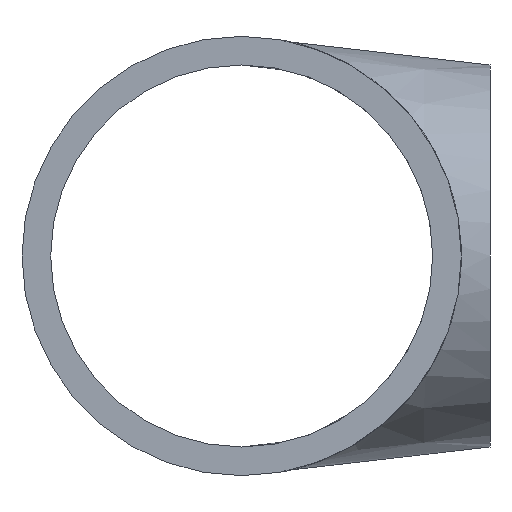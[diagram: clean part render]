
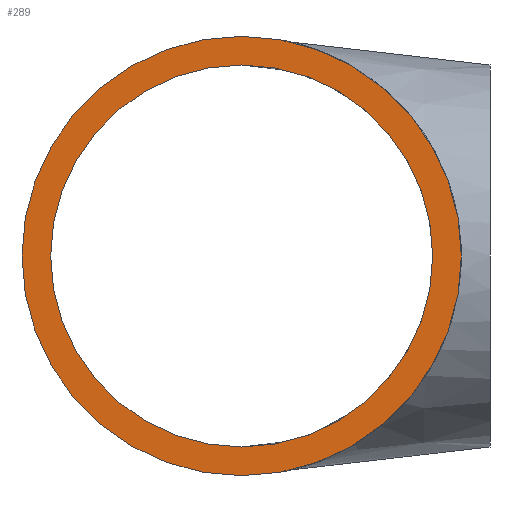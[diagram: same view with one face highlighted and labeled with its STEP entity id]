
A CAD part, left-side view. The second image highlights one B-rep face of the part: STEP entity #289.
In plain terms, the highlighted planar face has unit normal (-1, 0, 0).
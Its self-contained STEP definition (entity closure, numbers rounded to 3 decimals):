
#21 = EDGE_CURVE ( 'NONE', #500, #290, #63, .T. ) ;
#47 = CARTESIAN_POINT ( 'NONE',  ( -40., 13., 10. ) ) ;
#49 = AXIS2_PLACEMENT_3D ( 'NONE', #536, #346, #300 ) ;
#52 = PLANE ( 'NONE',  #540 ) ;
#61 = DIRECTION ( 'NONE',  ( 0., 0., -1. ) ) ;
#63 = CIRCLE ( 'NONE', #141, 11.5 ) ;
#65 = ORIENTED_EDGE ( 'NONE', *, *, #146, .F. ) ;
#110 = CARTESIAN_POINT ( 'NONE',  ( -40., 13., 0. ) ) ;
#141 = AXIS2_PLACEMENT_3D ( 'NONE', #620, #273, #466 ) ;
#145 = FACE_BOUND ( 'NONE', #229, .T. ) ;
#146 = EDGE_CURVE ( 'NONE', #290, #500, #397, .T. ) ;
#156 = DIRECTION ( 'NONE',  ( 0., 0., -1. ) ) ;
#211 = DIRECTION ( 'NONE',  ( 1., 0., 0. ) ) ;
#215 = CARTESIAN_POINT ( 'NONE',  ( -40., 13., -10. ) ) ;
#229 = EDGE_LOOP ( 'NONE', ( #544, #598 ) ) ;
#248 = FACE_OUTER_BOUND ( 'NONE', #604, .T. ) ;
#253 = CIRCLE ( 'NONE', #49, 10. ) ;
#259 = CARTESIAN_POINT ( 'NONE',  ( -40., 13., 0. ) ) ;
#262 = DIRECTION ( 'NONE',  ( 1., 0., 0. ) ) ;
#273 = DIRECTION ( 'NONE',  ( 1., 0., 0. ) ) ;
#289 = ADVANCED_FACE ( 'NONE', ( #145, #248 ), #52, .F. ) ;
#290 = VERTEX_POINT ( 'NONE', #493 ) ;
#299 = CARTESIAN_POINT ( 'NONE',  ( -40., 13., 0. ) ) ;
#300 = DIRECTION ( 'NONE',  ( 0., 0., -1. ) ) ;
#311 = VERTEX_POINT ( 'NONE', #215 ) ;
#328 = CARTESIAN_POINT ( 'NONE',  ( -40., 13., 11.5 ) ) ;
#346 = DIRECTION ( 'NONE',  ( 1., 0., 0. ) ) ;
#395 = DIRECTION ( 'NONE',  ( 0., 0., -1. ) ) ;
#397 = CIRCLE ( 'NONE', #504, 11.5 ) ;
#409 = EDGE_CURVE ( 'NONE', #454, #311, #253, .T. ) ;
#425 = EDGE_CURVE ( 'NONE', #311, #454, #487, .T. ) ;
#430 = ORIENTED_EDGE ( 'NONE', *, *, #21, .F. ) ;
#454 = VERTEX_POINT ( 'NONE', #47 ) ;
#466 = DIRECTION ( 'NONE',  ( 0., 0., -1. ) ) ;
#487 = CIRCLE ( 'NONE', #505, 10. ) ;
#493 = CARTESIAN_POINT ( 'NONE',  ( -40., 13., -11.5 ) ) ;
#500 = VERTEX_POINT ( 'NONE', #328 ) ;
#504 = AXIS2_PLACEMENT_3D ( 'NONE', #299, #262, #395 ) ;
#505 = AXIS2_PLACEMENT_3D ( 'NONE', #259, #211, #61 ) ;
#536 = CARTESIAN_POINT ( 'NONE',  ( -40., 13., 0. ) ) ;
#540 = AXIS2_PLACEMENT_3D ( 'NONE', #110, #625, #156 ) ;
#544 = ORIENTED_EDGE ( 'NONE', *, *, #425, .T. ) ;
#598 = ORIENTED_EDGE ( 'NONE', *, *, #409, .T. ) ;
#604 = EDGE_LOOP ( 'NONE', ( #65, #430 ) ) ;
#620 = CARTESIAN_POINT ( 'NONE',  ( -40., 13., 0. ) ) ;
#625 = DIRECTION ( 'NONE',  ( 1., 0., 0. ) ) ;
